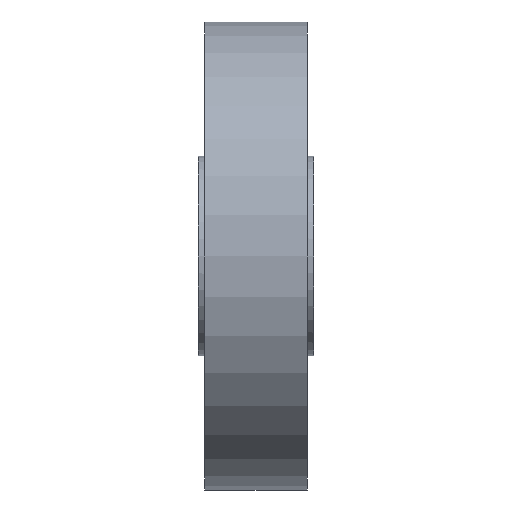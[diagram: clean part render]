
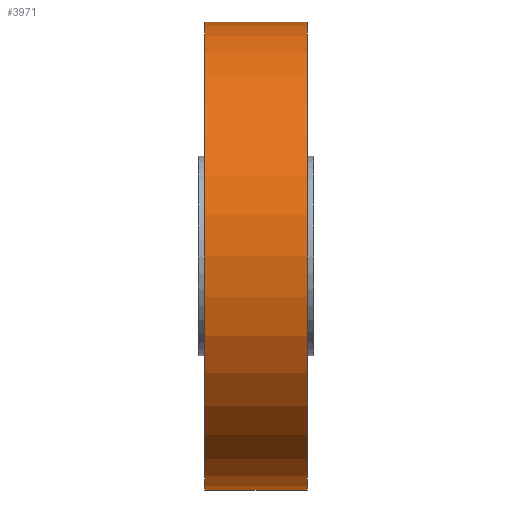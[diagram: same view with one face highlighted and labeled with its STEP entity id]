
A CAD part, front view. The second image highlights one B-rep face of the part: STEP entity #3971.
In plain terms, the highlighted cylindrical face has radius 73 mm (diameter 146 mm), a full revolution.
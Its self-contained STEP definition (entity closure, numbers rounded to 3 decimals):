
#3937=CARTESIAN_POINT('',(2.0,73.0,0.0));
#3938=VERTEX_POINT('',#3937);
#3939=CARTESIAN_POINT('',(2.,0.0,0.0));
#3940=DIRECTION('',(1.0,0.0,0.0));
#3941=DIRECTION('',(0.0,1.0,0.0));
#3942=AXIS2_PLACEMENT_3D('',#3939,#3940,#3941);
#3943=CIRCLE('',#3942,73.0);
#3944=EDGE_CURVE('',#3938,#3938,#3943,.T.);
#3952=CARTESIAN_POINT('',(18.,0.0,0.0));
#3953=DIRECTION('',(1.0,0.0,0.0));
#3954=DIRECTION('',(0.0,1.0,0.0));
#3955=AXIS2_PLACEMENT_3D('',#3952,#3953,#3954);
#3956=CYLINDRICAL_SURFACE('',#3955,73.0);
#3957=CARTESIAN_POINT('',(34.0,73.0,0.0));
#3958=VERTEX_POINT('',#3957);
#3959=CARTESIAN_POINT('',(34.0,0.0,0.0));
#3960=DIRECTION('',(1.0,0.0,0.0));
#3961=DIRECTION('',(0.0,1.0,0.0));
#3962=AXIS2_PLACEMENT_3D('',#3959,#3960,#3961);
#3963=CIRCLE('',#3962,73.0);
#3964=EDGE_CURVE('',#3958,#3958,#3963,.T.);
#3965=ORIENTED_EDGE('',*,*,#3964,.F.);
#3966=EDGE_LOOP('',(#3965));
#3967=FACE_OUTER_BOUND('',#3966,.T.);
#3968=ORIENTED_EDGE('',*,*,#3944,.T.);
#3969=EDGE_LOOP('',(#3968));
#3970=FACE_BOUND('',#3969,.T.);
#3971=ADVANCED_FACE('',(#3967,#3970),#3956,.T.);
